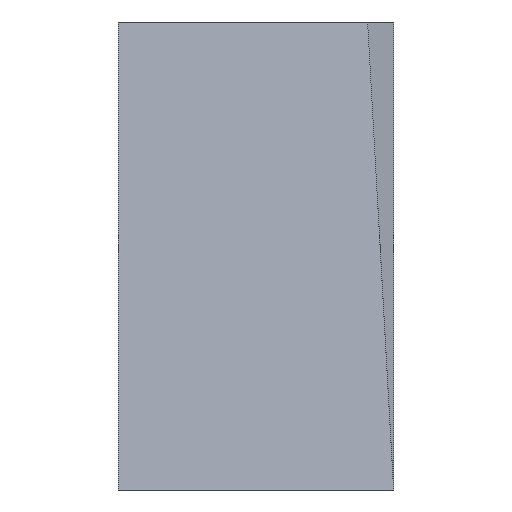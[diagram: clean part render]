
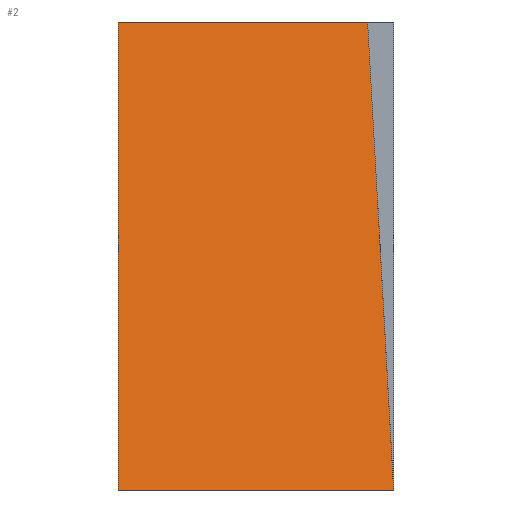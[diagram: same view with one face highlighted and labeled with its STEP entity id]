
A CAD part, left-side view. The second image highlights one B-rep face of the part: STEP entity #2.
In plain terms, the highlighted planar face has unit normal (-0.985, 0, 0.174).
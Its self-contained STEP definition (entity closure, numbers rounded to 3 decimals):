
#1 = LINE ( 'NONE', #246, #384 ) ;
#2 = ADVANCED_FACE ( 'NONE', ( #209 ), #49, .F. ) ;
#10 = VERTEX_POINT ( 'NONE', #14 ) ;
#14 = CARTESIAN_POINT ( 'NONE',  ( -14.502, 0.947, 8.5 ) ) ;
#22 = DIRECTION ( 'NONE',  ( 0.985, 0., -0.174 ) ) ;
#28 = EDGE_LOOP ( 'NONE', ( #216, #373, #171, #261 ) ) ;
#49 = PLANE ( 'NONE',  #324 ) ;
#50 = EDGE_CURVE ( 'NONE', #390, #108, #155, .T. ) ;
#52 = VECTOR ( 'NONE', #142, 1000. ) ;
#56 = VECTOR ( 'NONE', #294, 1000. ) ;
#65 = EDGE_CURVE ( 'NONE', #108, #10, #302, .T. ) ;
#68 = DIRECTION ( 'NONE',  ( -0.174, 0., -0.985 ) ) ;
#93 = EDGE_CURVE ( 'NONE', #227, #390, #1, .T. ) ;
#108 = VERTEX_POINT ( 'NONE', #202 ) ;
#122 = DIRECTION ( 'NONE',  ( -0.174, 0., -0.985 ) ) ;
#141 = CARTESIAN_POINT ( 'NONE',  ( -14.502, 10., 8.5 ) ) ;
#142 = DIRECTION ( 'NONE',  ( 0., 1., 0. ) ) ;
#148 = EDGE_CURVE ( 'NONE', #10, #227, #260, .T. ) ;
#149 = VECTOR ( 'NONE', #320, 1000. ) ;
#155 = LINE ( 'NONE', #310, #149 ) ;
#161 = CARTESIAN_POINT ( 'NONE',  ( -14.502, -0.001, 8.5 ) ) ;
#171 = ORIENTED_EDGE ( 'NONE', *, *, #93, .T. ) ;
#179 = CARTESIAN_POINT ( 'NONE',  ( -17.5, 10., -8.5 ) ) ;
#202 = CARTESIAN_POINT ( 'NONE',  ( -17.5, 0., -8.5 ) ) ;
#209 = FACE_OUTER_BOUND ( 'NONE', #28, .T. ) ;
#216 = ORIENTED_EDGE ( 'NONE', *, *, #65, .T. ) ;
#227 = VERTEX_POINT ( 'NONE', #141 ) ;
#246 = CARTESIAN_POINT ( 'NONE',  ( -17.5, 10., -8.5 ) ) ;
#260 = LINE ( 'NONE', #161, #52 ) ;
#261 = ORIENTED_EDGE ( 'NONE', *, *, #50, .T. ) ;
#265 = CARTESIAN_POINT ( 'NONE',  ( -17.5, 0., -8.5 ) ) ;
#294 = DIRECTION ( 'NONE',  ( 0.173, 0.055, 0.983 ) ) ;
#302 = LINE ( 'NONE', #265, #56 ) ;
#310 = CARTESIAN_POINT ( 'NONE',  ( -17.5, 10., -8.5 ) ) ;
#320 = DIRECTION ( 'NONE',  ( 0., -1., 0. ) ) ;
#324 = AXIS2_PLACEMENT_3D ( 'NONE', #344, #22, #68 ) ;
#344 = CARTESIAN_POINT ( 'NONE',  ( -17.5, -0.001, -8.5 ) ) ;
#373 = ORIENTED_EDGE ( 'NONE', *, *, #148, .T. ) ;
#384 = VECTOR ( 'NONE', #122, 1000. ) ;
#390 = VERTEX_POINT ( 'NONE', #179 ) ;
